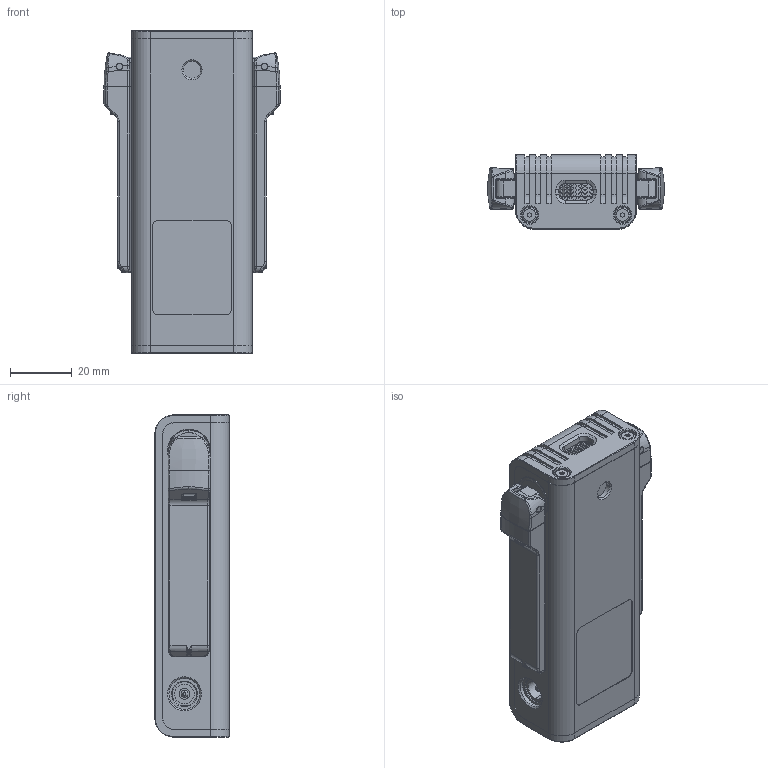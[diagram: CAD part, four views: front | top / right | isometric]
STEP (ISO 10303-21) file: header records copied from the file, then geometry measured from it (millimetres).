
FILE_DESCRIPTION((''),'2;1');
FILE_NAME('ASM0001_ASM','2019-04-04T',('camaro.ren'),(''),'CREO PARAMETRIC BY PTC INC, 2015200','CREO PARAMETRIC BY PTC INC, 2015200','');
FILE_SCHEMA(('CONFIG_CONTROL_DESIGN'));
Products named in the file (20): 01; 0311; 0312; 0313; 0314; 031_ASM; 03_ASM; 2_1MM_DC_POWER_SOCKET_HOUSING; 2_1MM_DC_POWER_SOCKET_PIN; TERMINAL_3; TERMINAL_1; TERMINAL_2; 2_1MM_DC_POWER_SOCKET_1_ASM; TYPEC___1_1; 02; 04; 05; 06; YC_WJ_L01440_01; ASM0001_ASM
Assembly tree (24 placements, depth 4):
  ASM0001_ASM
    01
    03_ASM  x2
      031_ASM
        0311
        0312
        0313
        0314
      0314
    2_1MM_DC_POWER_SOCKET_1_ASM
      2_1MM_DC_POWER_SOCKET_HOUSING
      2_1MM_DC_POWER_SOCKET_PIN
      TERMINAL_3
      TERMINAL_1
      TERMINAL_2
    TYPEC___1_1
    02
    04
    05
    06
    YC_WJ_L01440_01  x4
Bounding box: 57 x 24 x 104 mm (x, y, z)
Volume: 57881.4 mm3; surface area: 48160.9 mm2
Topology: 25 solids, 28 shells, 3701 faces, 9908 edges, 6246 vertices
Faces by surface type: plane 1655, cylinder 1048, bspline 646, torus 182, cone 130, sphere 40
Entity records: 106997 total; most frequent: CARTESIAN_POINT 29063, ORIENTED_EDGE 13536, DIRECTION 11748, EDGE_CURVE 6768, PRESENTATION_STYLE_ASSIGNMENT 5197, STYLED_ITEM 5167, CURVE_STYLE 5126, VERTEX_POINT 4330
